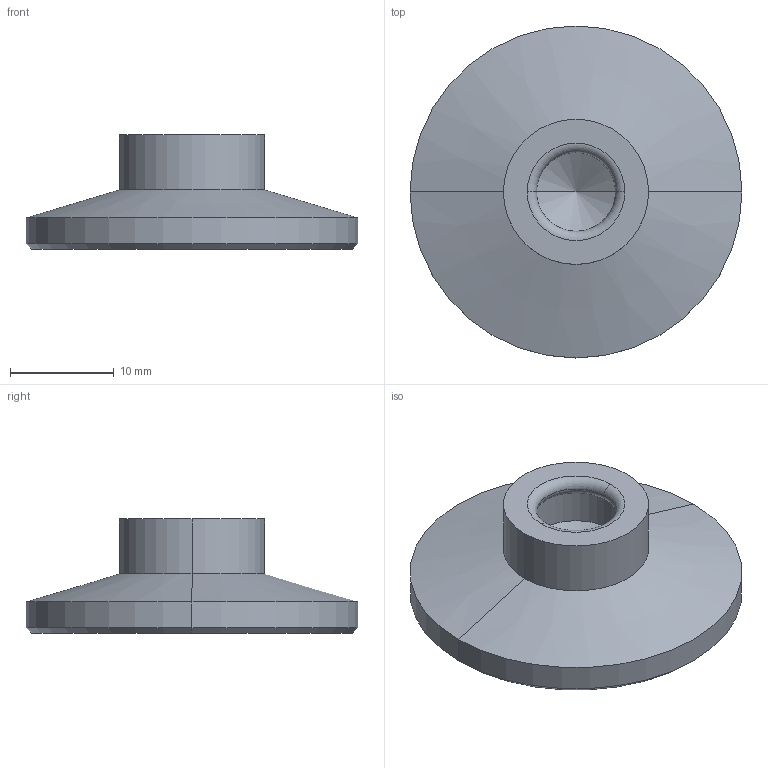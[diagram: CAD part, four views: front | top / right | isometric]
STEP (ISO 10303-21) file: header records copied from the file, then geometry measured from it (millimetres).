
FILE_DESCRIPTION(('STEP AP214'),'1');
FILE_NAME(' ',' ',('TraceParts'),('TraceParts S.A.'),'XStep 1.0',' ',' ');
FILE_SCHEMA(('automotive_design'));
Length unit declared in the file: millimetre
Products named in the file (1): 1
Bounding box: 32 x 32 x 11 mm (x, y, z)
Volume: 3999.2 mm3; surface area: 2329.5 mm2
Topology: 1 solids, 1 shells, 18 faces, 36 edges, 19 vertices
Faces by surface type: cone 6, cylinder 6, torus 4, plane 2
Entity records: 467 total; most frequent: DIRECTION 94, CARTESIAN_POINT 72, ORIENTED_EDGE 68, AXIS2_PLACEMENT_3D 41, EDGE_CURVE 34, CIRCLE 22, EDGE_LOOP 19, VERTEX_POINT 19
